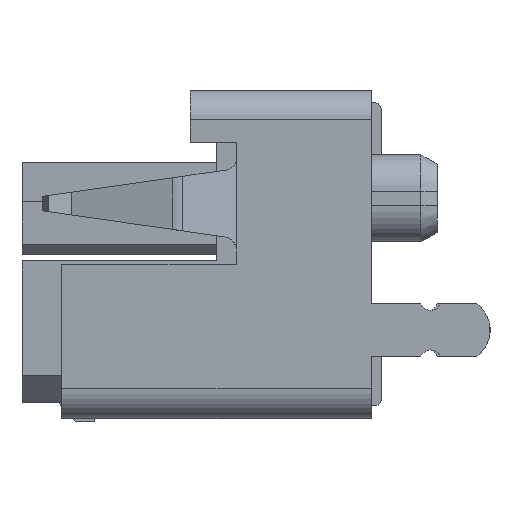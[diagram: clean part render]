
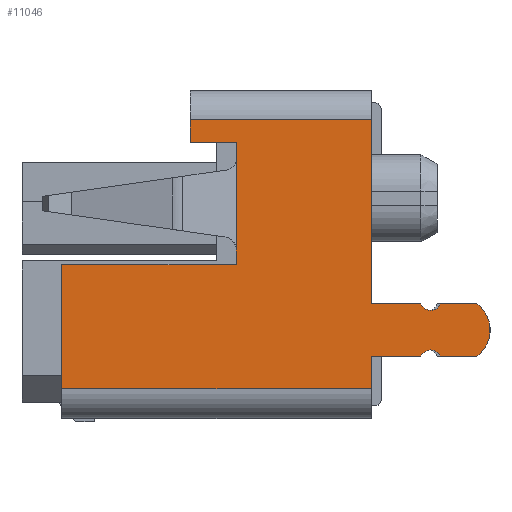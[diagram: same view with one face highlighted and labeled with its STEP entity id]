
A CAD part, left-side view. The second image highlights one B-rep face of the part: STEP entity #11046.
In plain terms, the highlighted planar face has unit normal (-1, 0, 0).
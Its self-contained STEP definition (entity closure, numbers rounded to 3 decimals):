
#8523 = VERTEX_POINT('',#8524);
#8524 = CARTESIAN_POINT('',(-10.075,2.05,-0.16));
#8532 = EDGE_CURVE('',#8533,#8523,#8535,.T.);
#8533 = VERTEX_POINT('',#8534);
#8534 = CARTESIAN_POINT('',(-10.075,2.05,0.067));
#8535 = LINE('',#8536,#8537);
#8536 = CARTESIAN_POINT('',(-10.075,2.05,1.7));
#8537 = VECTOR('',#8538,1.);
#8538 = DIRECTION('',(0.,0.,-1.));
#9336 = VERTEX_POINT('',#9337);
#9337 = CARTESIAN_POINT('',(-10.075,0.,2.04));
#9344 = EDGE_CURVE('',#9345,#9336,#9347,.T.);
#9345 = VERTEX_POINT('',#9346);
#9346 = CARTESIAN_POINT('',(-10.075,0.,-0.75));
#9347 = LINE('',#9348,#9349);
#9348 = CARTESIAN_POINT('',(-10.075,0.,-2.04));
#9349 = VECTOR('',#9350,1.);
#9350 = DIRECTION('',(0.,0.,1.));
#9369 = VERTEX_POINT('',#9370);
#9370 = CARTESIAN_POINT('',(-10.075,0.,-1.55));
#9376 = EDGE_CURVE('',#9377,#9369,#9379,.T.);
#9377 = VERTEX_POINT('',#9378);
#9378 = CARTESIAN_POINT('',(-10.075,0.,-2.04));
#9379 = LINE('',#9380,#9381);
#9380 = CARTESIAN_POINT('',(-10.075,0.,-2.04));
#9381 = VECTOR('',#9382,1.);
#9382 = DIRECTION('',(0.,0.,1.));
#10660 = VERTEX_POINT('',#10661);
#10661 = CARTESIAN_POINT('',(-10.075,4.7,-0.16));
#10749 = VERTEX_POINT('',#10750);
#10750 = CARTESIAN_POINT('',(-10.075,4.7,-2.04));
#10757 = EDGE_CURVE('',#10749,#10660,#10758,.T.);
#10758 = LINE('',#10759,#10760);
#10759 = CARTESIAN_POINT('',(-10.075,4.7,-2.04));
#10760 = VECTOR('',#10761,1.);
#10761 = DIRECTION('',(0.,0.,1.));
#11046 = ADVANCED_FACE('',(#11047),#11160,.F.);
#11047 = FACE_BOUND('',#11048,.T.);
#11048 = EDGE_LOOP('',(#11049,#11059,#11067,#11075,#11081,#11082,#11088,
    #11089,#11095,#11096,#11104,#11113,#11121,#11130,#11138,#11147,
    #11153,#11154));
#11049 = ORIENTED_EDGE('',*,*,#11050,.F.);
#11050 = EDGE_CURVE('',#11051,#11053,#11055,.T.);
#11051 = VERTEX_POINT('',#11052);
#11052 = CARTESIAN_POINT('',(-10.075,2.75,1.7));
#11053 = VERTEX_POINT('',#11054);
#11054 = CARTESIAN_POINT('',(-10.075,2.75,2.04));
#11055 = LINE('',#11056,#11057);
#11056 = CARTESIAN_POINT('',(-10.075,2.75,-2.04));
#11057 = VECTOR('',#11058,1.);
#11058 = DIRECTION('',(0.,0.,1.));
#11059 = ORIENTED_EDGE('',*,*,#11060,.T.);
#11060 = EDGE_CURVE('',#11051,#11061,#11063,.T.);
#11061 = VERTEX_POINT('',#11062);
#11062 = CARTESIAN_POINT('',(-10.075,2.05,1.7));
#11063 = LINE('',#11064,#11065);
#11064 = CARTESIAN_POINT('',(-10.075,2.75,1.7));
#11065 = VECTOR('',#11066,1.);
#11066 = DIRECTION('',(0.,-1.,0.));
#11067 = ORIENTED_EDGE('',*,*,#11068,.T.);
#11068 = EDGE_CURVE('',#11061,#11069,#11071,.T.);
#11069 = VERTEX_POINT('',#11070);
#11070 = CARTESIAN_POINT('',(-10.075,2.05,1.447));
#11071 = LINE('',#11072,#11073);
#11072 = CARTESIAN_POINT('',(-10.075,2.05,1.7));
#11073 = VECTOR('',#11074,1.);
#11074 = DIRECTION('',(0.,0.,-1.));
#11075 = ORIENTED_EDGE('',*,*,#11076,.T.);
#11076 = EDGE_CURVE('',#11069,#8533,#11077,.T.);
#11077 = LINE('',#11078,#11079);
#11078 = CARTESIAN_POINT('',(-10.075,2.05,1.45));
#11079 = VECTOR('',#11080,1.);
#11080 = DIRECTION('',(0.,0.,-1.));
#11081 = ORIENTED_EDGE('',*,*,#8532,.T.);
#11082 = ORIENTED_EDGE('',*,*,#11083,.T.);
#11083 = EDGE_CURVE('',#8523,#10660,#11084,.T.);
#11084 = LINE('',#11085,#11086);
#11085 = CARTESIAN_POINT('',(-10.075,2.05,-0.16));
#11086 = VECTOR('',#11087,1.);
#11087 = DIRECTION('',(0.,1.,0.));
#11088 = ORIENTED_EDGE('',*,*,#10757,.F.);
#11089 = ORIENTED_EDGE('',*,*,#11090,.T.);
#11090 = EDGE_CURVE('',#10749,#9377,#11091,.T.);
#11091 = LINE('',#11092,#11093);
#11092 = CARTESIAN_POINT('',(-10.075,4.7,-2.04));
#11093 = VECTOR('',#11094,1.);
#11094 = DIRECTION('',(0.,-1.,0.));
#11095 = ORIENTED_EDGE('',*,*,#9376,.T.);
#11096 = ORIENTED_EDGE('',*,*,#11097,.F.);
#11097 = EDGE_CURVE('',#11098,#9369,#11100,.T.);
#11098 = VERTEX_POINT('',#11099);
#11099 = CARTESIAN_POINT('',(-10.075,-0.75,-1.55));
#11100 = LINE('',#11101,#11102);
#11101 = CARTESIAN_POINT('',(-10.075,-0.75,-1.55));
#11102 = VECTOR('',#11103,1.);
#11103 = DIRECTION('',(0.,1.,0.));
#11104 = ORIENTED_EDGE('',*,*,#11105,.T.);
#11105 = EDGE_CURVE('',#11098,#11106,#11108,.T.);
#11106 = VERTEX_POINT('',#11107);
#11107 = CARTESIAN_POINT('',(-10.075,-1.05,-1.55));
#11108 = CIRCLE('',#11109,0.163);
#11109 = AXIS2_PLACEMENT_3D('',#11110,#11111,#11112);
#11110 = CARTESIAN_POINT('',(-10.075,-0.9,-1.613));
#11111 = DIRECTION('',(1.,0.,0.));
#11112 = DIRECTION('',(0.,0.,-1.));
#11113 = ORIENTED_EDGE('',*,*,#11114,.F.);
#11114 = EDGE_CURVE('',#11115,#11106,#11117,.T.);
#11115 = VERTEX_POINT('',#11116);
#11116 = CARTESIAN_POINT('',(-10.075,-1.6,-1.55));
#11117 = LINE('',#11118,#11119);
#11118 = CARTESIAN_POINT('',(-10.075,-1.6,-1.55));
#11119 = VECTOR('',#11120,1.);
#11120 = DIRECTION('',(0.,1.,0.));
#11121 = ORIENTED_EDGE('',*,*,#11122,.F.);
#11122 = EDGE_CURVE('',#11123,#11115,#11125,.T.);
#11123 = VERTEX_POINT('',#11124);
#11124 = CARTESIAN_POINT('',(-10.075,-1.6,-0.75));
#11125 = CIRCLE('',#11126,0.5);
#11126 = AXIS2_PLACEMENT_3D('',#11127,#11128,#11129);
#11127 = CARTESIAN_POINT('',(-10.075,-1.3,-1.15));
#11128 = DIRECTION('',(1.,0.,0.));
#11129 = DIRECTION('',(0.,0.,-1.));
#11130 = ORIENTED_EDGE('',*,*,#11131,.F.);
#11131 = EDGE_CURVE('',#11132,#11123,#11134,.T.);
#11132 = VERTEX_POINT('',#11133);
#11133 = CARTESIAN_POINT('',(-10.075,-1.05,-0.75));
#11134 = LINE('',#11135,#11136);
#11135 = CARTESIAN_POINT('',(-10.075,-1.05,-0.75));
#11136 = VECTOR('',#11137,1.);
#11137 = DIRECTION('',(0.,-1.,0.));
#11138 = ORIENTED_EDGE('',*,*,#11139,.T.);
#11139 = EDGE_CURVE('',#11132,#11140,#11142,.T.);
#11140 = VERTEX_POINT('',#11141);
#11141 = CARTESIAN_POINT('',(-10.075,-0.75,-0.75));
#11142 = CIRCLE('',#11143,0.163);
#11143 = AXIS2_PLACEMENT_3D('',#11144,#11145,#11146);
#11144 = CARTESIAN_POINT('',(-10.075,-0.9,-0.688));
#11145 = DIRECTION('',(1.,0.,0.));
#11146 = DIRECTION('',(0.,0.,-1.));
#11147 = ORIENTED_EDGE('',*,*,#11148,.F.);
#11148 = EDGE_CURVE('',#9345,#11140,#11149,.T.);
#11149 = LINE('',#11150,#11151);
#11150 = CARTESIAN_POINT('',(-10.075,0.,-0.75));
#11151 = VECTOR('',#11152,1.);
#11152 = DIRECTION('',(0.,-1.,0.));
#11153 = ORIENTED_EDGE('',*,*,#9344,.T.);
#11154 = ORIENTED_EDGE('',*,*,#11155,.F.);
#11155 = EDGE_CURVE('',#11053,#9336,#11156,.T.);
#11156 = LINE('',#11157,#11158);
#11157 = CARTESIAN_POINT('',(-10.075,4.7,2.04));
#11158 = VECTOR('',#11159,1.);
#11159 = DIRECTION('',(0.,-1.,0.));
#11160 = PLANE('',#11161);
#11161 = AXIS2_PLACEMENT_3D('',#11162,#11163,#11164);
#11162 = CARTESIAN_POINT('',(-10.075,4.7,-2.04));
#11163 = DIRECTION('',(1.,0.,0.));
#11164 = DIRECTION('',(0.,0.,-1.));
